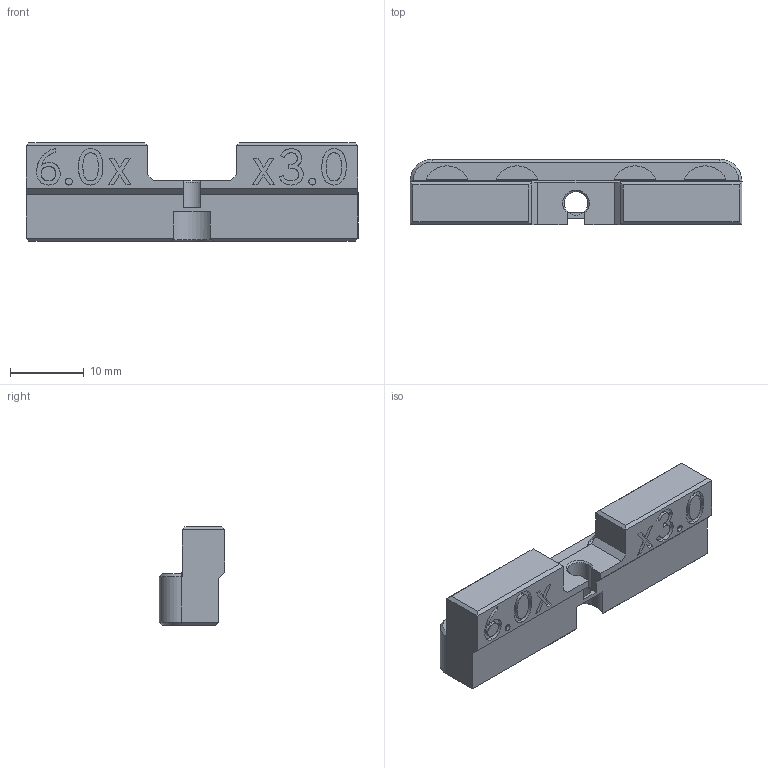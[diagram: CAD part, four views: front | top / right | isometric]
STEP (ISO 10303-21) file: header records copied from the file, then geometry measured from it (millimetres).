
FILE_DESCRIPTION(('FreeCAD Model'),'2;1');
FILE_NAME('Open CASCADE Shape Model','2025-06-17T11:53:11',(''),(''), 'Open CASCADE STEP processor 7.7','FreeCAD','Unknown');
FILE_SCHEMA(('AUTOMOTIVE_DESIGN { 1 0 10303 214 1 1 1 1 }'));
Length unit declared in the file: millimetre
Products named in the file (1): frame_6.0x3.0magnet_7.0mm_door__+mesh
Bounding box: 45 x 8.9 x 13.34 mm (x, y, z)
Volume: 3209.7 mm3; surface area: 2410.4 mm2
Topology: 1 solids, 1 shells, 301 faces, 859 edges, 581 vertices
Faces by surface type: plane 113, cylinder 108, extrusion 68, cone 12
Full cylindrical faces by diameter (mm): 3.2 x1, 6.2 x4
Entity records: 13528 total; most frequent: CARTESIAN_POINT 5756, ORIENTED_EDGE 1718, DIRECTION 1446, EDGE_CURVE 859, VERTEX_POINT 581, VECTOR 484, AXIS2_PLACEMENT_3D 481, LINE 416
